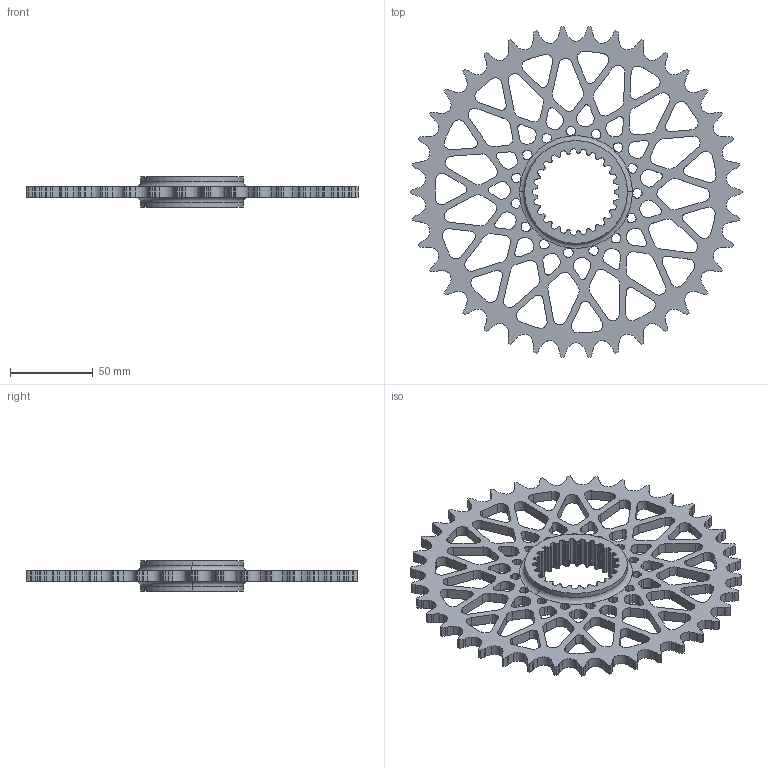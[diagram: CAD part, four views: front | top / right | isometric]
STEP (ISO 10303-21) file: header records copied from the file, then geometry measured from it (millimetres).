
FILE_DESCRIPTION(('CATIA V5 STEP Exchange'),'2;1');
FILE_NAME('chainwheel.stp','2019-03-13T13:20:41+00:00',('none'),('none'),'CATIA Version 5 Release 20 GA (IN-10)','CATIA V5 STEP AP203','none');
FILE_SCHEMA(('CONFIG_CONTROL_DESIGN'));
Length unit declared in the file: millimetre
Products named in the file (1): chainwheel
Bounding box: 200.15 x 199.56 x 18.25 mm (x, y, z)
Volume: 103994.9 mm3; surface area: 59288.9 mm2
Topology: 1 solids, 1 shells, 1026 faces, 3062 edges, 2040 vertices
Faces by surface type: cylinder 510, plane 328, extrusion 184, torus 4
Entity records: 35012 total; most frequent: CARTESIAN_POINT 8169, ORIENTED_EDGE 6124, DIRECTION 4406, EDGE_CURVE 3062, VERTEX_POINT 2040, VECTOR 1850, AXIS2_PLACEMENT_3D 1793, LINE 1666
